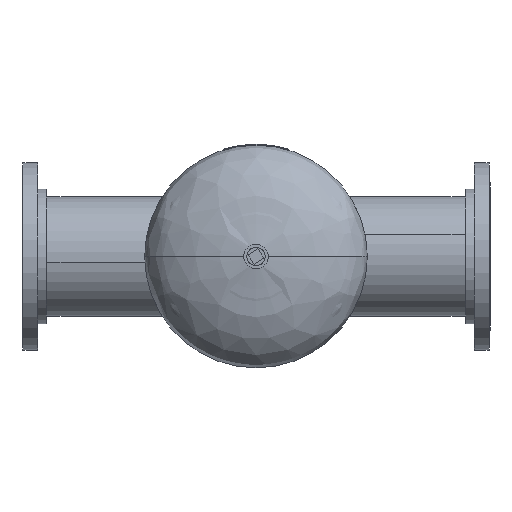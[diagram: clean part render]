
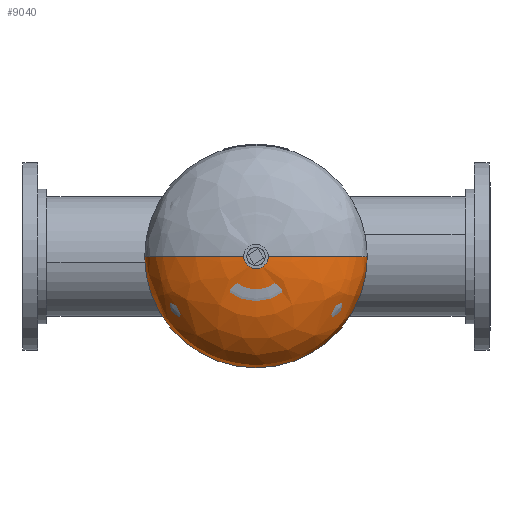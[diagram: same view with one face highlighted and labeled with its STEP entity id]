
A CAD part, front view. The second image highlights one B-rep face of the part: STEP entity #9040.
In plain terms, the highlighted free-form (B-spline) face has degree [3, 3] with [4, 4] control points.
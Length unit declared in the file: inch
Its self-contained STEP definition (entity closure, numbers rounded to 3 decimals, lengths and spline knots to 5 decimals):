
#21 = DIRECTION ( 'NONE',  ( 0., 0., -1. ) ) ;
#59 = CARTESIAN_POINT ( 'NONE',  ( -0.75, 4.54417, 0. ) ) ;
#78 = CARTESIAN_POINT ( 'NONE',  ( 8., 2.71168, 0. ) ) ;
#136 = CARTESIAN_POINT ( 'NONE',  ( 5.07546, 4.33799, -10.15091 ) ) ;
#181 =( BOUNDED_CURVE ( )  B_SPLINE_CURVE ( 3, ( #59, #8073, #1714, #5004 ),
 .UNSPECIFIED., .F., .T. ) 
 B_SPLINE_CURVE_WITH_KNOTS ( ( 4, 4 ),
 ( 1.66468, 3.14159 ),
 .UNSPECIFIED. ) 
 CURVE ( )  GEOMETRIC_REPRESENTATION_ITEM ( )  RATIONAL_B_SPLINE_CURVE ( ( 1., 0.826, 0.826, 1. ) ) 
 REPRESENTATION_ITEM ( '' )  );
#239 = CARTESIAN_POINT ( 'NONE',  ( 8., 2.71168, -16. ) ) ;
#447 = ORIENTED_EDGE ( 'NONE', *, *, #9858, .F. ) ;
#608 = AXIS2_PLACEMENT_3D ( 'NONE', #9324, #5976, #3528 ) ;
#1680 = CARTESIAN_POINT ( 'NONE',  ( -8., 0.5125, -16. ) ) ;
#1714 = CARTESIAN_POINT ( 'NONE',  ( -8., 2.71168, 0. ) ) ;
#1738 = EDGE_CURVE ( 'NONE', #3150, #8059, #8877, .T. ) ;
#1775 = DIRECTION ( 'NONE',  ( 0., -1., 0. ) ) ;
#1948 = AXIS2_PLACEMENT_3D ( 'NONE', #4205, #8013, #9878 ) ;
#2583 = EDGE_CURVE ( 'NONE', #9505, #4805, #5173, .T. ) ;
#2641 = EDGE_CURVE ( 'NONE', #3899, #3302, #181, .T. ) ;
#2688 = CARTESIAN_POINT ( 'NONE',  ( 0.75, 4.54417, -1.5 ) ) ;
#2739 = ORIENTED_EDGE ( 'NONE', *, *, #2583, .F. ) ;
#2791 = EDGE_LOOP ( 'NONE', ( #6022, #5870, #7519, #4271, #2739, #447 ) ) ;
#2808 = CARTESIAN_POINT ( 'NONE',  ( -8., 0.5125, 0. ) ) ;
#3014 = CIRCLE ( 'NONE', #7074, 8. ) ;
#3150 = VERTEX_POINT ( 'NONE', #4086 ) ;
#3302 = VERTEX_POINT ( 'NONE', #2808 ) ;
#3310 = CARTESIAN_POINT ( 'NONE',  ( 0.75, 4.54417, 0. ) ) ;
#3364 = CARTESIAN_POINT ( 'NONE',  ( -0.75, 4.54417, -1.5 ) ) ;
#3395 = CARTESIAN_POINT ( 'NONE',  ( 0., 0.5125, -8. ) ) ;
#3467 = CARTESIAN_POINT ( 'NONE',  ( -5.07546, 4.33799, -10.15091 ) ) ;
#3528 = DIRECTION ( 'NONE',  ( 0., 0., -1. ) ) ;
#3899 = VERTEX_POINT ( 'NONE', #8150 ) ;
#3940 = CARTESIAN_POINT ( 'NONE',  ( 0.75, 4.54417, 0. ) ) ;
#4086 = CARTESIAN_POINT ( 'NONE',  ( 0., 4.54417, -0.75 ) ) ;
#4205 = CARTESIAN_POINT ( 'NONE',  ( 0., 0.5125, 0. ) ) ;
#4271 = ORIENTED_EDGE ( 'NONE', *, *, #6115, .T. ) ;
#4292 = CARTESIAN_POINT ( 'NONE',  ( 8., 0.5125, 0. ) ) ;
#4692 = CARTESIAN_POINT ( 'NONE',  ( 8., 0.5125, 0. ) ) ;
#4805 = VERTEX_POINT ( 'NONE', #4292 ) ;
#4859 = CARTESIAN_POINT ( 'NONE',  ( 0., 4.54417, 0. ) ) ;
#5004 = CARTESIAN_POINT ( 'NONE',  ( -8., 0.5125, 0. ) ) ;
#5173 = CIRCLE ( 'NONE', #1948, 8. ) ;
#5197 = CIRCLE ( 'NONE', #608, 0.75 ) ;
#5308 = DIRECTION ( 'NONE',  ( 0., 0., -1. ) ) ;
#5601 =( BOUNDED_SURFACE ( )  B_SPLINE_SURFACE ( 3, 3, ( 
 ( #7337, #3364, #2688, #3310 ),
 ( #8254, #3467, #136, #8143 ),
 ( #8313, #9790, #239, #78 ),
 ( #6711, #1680, #5922, #9046 ) ),
 .UNSPECIFIED., .F., .F., .F. ) 
 B_SPLINE_SURFACE_WITH_KNOTS ( ( 4, 4 ),
 ( 4, 4 ),
 ( 0., 1. ),
 ( 0., 1. ),
 .UNSPECIFIED. ) 
 GEOMETRIC_REPRESENTATION_ITEM ( )  RATIONAL_B_SPLINE_SURFACE ( (
 ( 1., 0.333, 0.333, 1.),
 ( 0.826, 0.275, 0.275, 0.826),
 ( 0.826, 0.275, 0.275, 0.826),
 ( 1., 0.333, 0.333, 1.) ) ) 
 REPRESENTATION_ITEM ( '' )  SURFACE ( )  );
#5830 = AXIS2_PLACEMENT_3D ( 'NONE', #4859, #1775, #21 ) ;
#5870 = ORIENTED_EDGE ( 'NONE', *, *, #7822, .T. ) ;
#5922 = CARTESIAN_POINT ( 'NONE',  ( 8., 0.5125, -16. ) ) ;
#5976 = DIRECTION ( 'NONE',  ( 0., -1., 0. ) ) ;
#6022 = ORIENTED_EDGE ( 'NONE', *, *, #2641, .F. ) ;
#6115 = EDGE_CURVE ( 'NONE', #8059, #4805, #7416, .T. ) ;
#6207 = CARTESIAN_POINT ( 'NONE',  ( 0., 0.5125, 0. ) ) ;
#6711 = CARTESIAN_POINT ( 'NONE',  ( -8., 0.5125, 0. ) ) ;
#7074 = AXIS2_PLACEMENT_3D ( 'NONE', #6207, #9500, #5308 ) ;
#7276 = CARTESIAN_POINT ( 'NONE',  ( 8., 2.71168, 0. ) ) ;
#7337 = CARTESIAN_POINT ( 'NONE',  ( -0.75, 4.54417, 0. ) ) ;
#7416 =( BOUNDED_CURVE ( )  B_SPLINE_CURVE ( 3, ( #3940, #7970, #7276, #4692 ),
 .UNSPECIFIED., .F., .T. ) 
 B_SPLINE_CURVE_WITH_KNOTS ( ( 4, 4 ),
 ( 1.66468, 3.14159 ),
 .UNSPECIFIED. ) 
 CURVE ( )  GEOMETRIC_REPRESENTATION_ITEM ( )  RATIONAL_B_SPLINE_CURVE ( ( 1., 0.826, 0.826, 1. ) ) 
 REPRESENTATION_ITEM ( '' )  );
#7519 = ORIENTED_EDGE ( 'NONE', *, *, #1738, .T. ) ;
#7822 = EDGE_CURVE ( 'NONE', #3899, #3150, #5197, .T. ) ;
#7970 = CARTESIAN_POINT ( 'NONE',  ( 5.07546, 4.33799, 0. ) ) ;
#8013 = DIRECTION ( 'NONE',  ( 0., -1., 0. ) ) ;
#8059 = VERTEX_POINT ( 'NONE', #8139 ) ;
#8073 = CARTESIAN_POINT ( 'NONE',  ( -5.07546, 4.33799, 0. ) ) ;
#8139 = CARTESIAN_POINT ( 'NONE',  ( 0.75, 4.54417, 0. ) ) ;
#8143 = CARTESIAN_POINT ( 'NONE',  ( 5.07546, 4.33799, 0. ) ) ;
#8150 = CARTESIAN_POINT ( 'NONE',  ( -0.75, 4.54417, 0. ) ) ;
#8254 = CARTESIAN_POINT ( 'NONE',  ( -5.07546, 4.33799, 0. ) ) ;
#8313 = CARTESIAN_POINT ( 'NONE',  ( -8., 2.71168, 0. ) ) ;
#8877 = CIRCLE ( 'NONE', #5830, 0.75 ) ;
#9040 = ADVANCED_FACE ( 'NONE', ( #9846 ), #5601, .F. ) ;
#9046 = CARTESIAN_POINT ( 'NONE',  ( 8., 0.5125, 0. ) ) ;
#9324 = CARTESIAN_POINT ( 'NONE',  ( 0., 4.54417, 0. ) ) ;
#9500 = DIRECTION ( 'NONE',  ( 0., -1., 0. ) ) ;
#9505 = VERTEX_POINT ( 'NONE', #3395 ) ;
#9790 = CARTESIAN_POINT ( 'NONE',  ( -8., 2.71168, -16. ) ) ;
#9846 = FACE_OUTER_BOUND ( 'NONE', #2791, .T. ) ;
#9858 = EDGE_CURVE ( 'NONE', #3302, #9505, #3014, .T. ) ;
#9878 = DIRECTION ( 'NONE',  ( 0., 0., -1. ) ) ;
